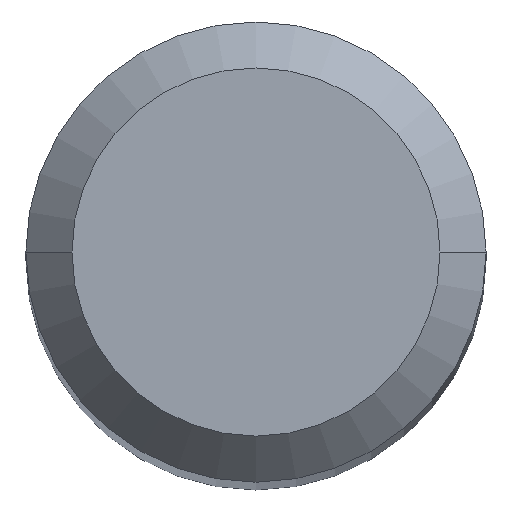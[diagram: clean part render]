
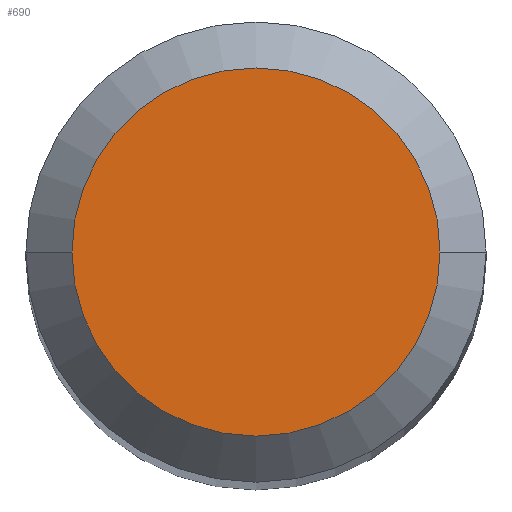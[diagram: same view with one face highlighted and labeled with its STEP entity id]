
A CAD part, top view. The second image highlights one B-rep face of the part: STEP entity #690.
In plain terms, the highlighted planar face has unit normal (0, 0, 1).
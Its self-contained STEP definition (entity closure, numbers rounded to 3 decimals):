
#1 = DIRECTION ( 'NONE',  ( -1., 0., 0. ) ) ;
#2 = CIRCLE ( 'NONE', #408, 1.2 ) ;
#27 = DIRECTION ( 'NONE',  ( 0., 0., -1. ) ) ;
#64 = DIRECTION ( 'NONE',  ( -1., 0., 0. ) ) ;
#123 = PLANE ( 'NONE',  #246 ) ;
#179 = EDGE_CURVE ( 'NONE', #511, #268, #538, .T. ) ;
#221 = DIRECTION ( 'NONE',  ( -1., 0., 0. ) ) ;
#224 = CARTESIAN_POINT ( 'NONE',  ( 0., 0., 38. ) ) ;
#246 = AXIS2_PLACEMENT_3D ( 'NONE', #570, #619, #64 ) ;
#268 = VERTEX_POINT ( 'NONE', #455 ) ;
#302 = ORIENTED_EDGE ( 'NONE', *, *, #586, .F. ) ;
#303 = CARTESIAN_POINT ( 'NONE',  ( 0., 0., 38. ) ) ;
#327 = DIRECTION ( 'NONE',  ( 0., 0., -1. ) ) ;
#381 = AXIS2_PLACEMENT_3D ( 'NONE', #224, #327, #1 ) ;
#399 = ORIENTED_EDGE ( 'NONE', *, *, #179, .F. ) ;
#408 = AXIS2_PLACEMENT_3D ( 'NONE', #303, #27, #221 ) ;
#455 = CARTESIAN_POINT ( 'NONE',  ( -1.2, 0., 38. ) ) ;
#511 = VERTEX_POINT ( 'NONE', #698 ) ;
#538 = CIRCLE ( 'NONE', #381, 1.2 ) ;
#570 = CARTESIAN_POINT ( 'NONE',  ( 0., 0., 38. ) ) ;
#586 = EDGE_CURVE ( 'NONE', #268, #511, #2, .T. ) ;
#619 = DIRECTION ( 'NONE',  ( 0., 0., -1. ) ) ;
#666 = EDGE_LOOP ( 'NONE', ( #302, #399 ) ) ;
#669 = FACE_OUTER_BOUND ( 'NONE', #666, .T. ) ;
#690 = ADVANCED_FACE ( 'NONE', ( #669 ), #123, .F. ) ;
#698 = CARTESIAN_POINT ( 'NONE',  ( 1.2, 0., 38. ) ) ;
